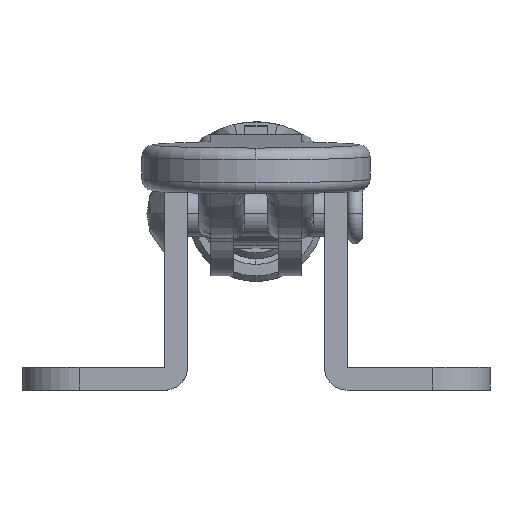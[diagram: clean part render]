
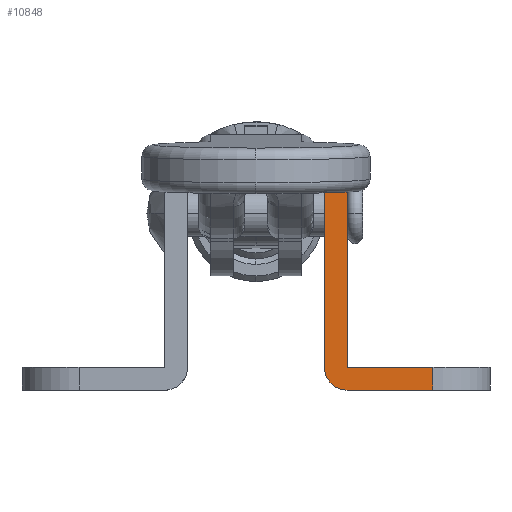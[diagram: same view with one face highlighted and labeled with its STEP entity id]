
A CAD part, front view. The second image highlights one B-rep face of the part: STEP entity #10848.
In plain terms, the highlighted planar face has unit normal (0, -1, 0).
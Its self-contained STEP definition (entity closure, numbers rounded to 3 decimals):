
#185 = VERTEX_POINT ( 'NONE', #26112 ) ;
#1402 = VERTEX_POINT ( 'NONE', #18045 ) ;
#1630 = DIRECTION ( 'NONE',  ( -1., 0., 0. ) ) ;
#3098 = AXIS2_PLACEMENT_3D ( 'NONE', #30195, #15554, #36085 ) ;
#3586 = VECTOR ( 'NONE', #9135, 1000. ) ;
#3719 = CARTESIAN_POINT ( 'NONE',  ( 37.7, 0., -7.996 ) ) ;
#3826 = EDGE_CURVE ( 'NONE', #5676, #185, #5141, .T. ) ;
#3846 = CARTESIAN_POINT ( 'NONE',  ( 45.696, 0., -7.996 ) ) ;
#4626 = DIRECTION ( 'NONE',  ( 0., -1., 0. ) ) ;
#5141 = LINE ( 'NONE', #30451, #27649 ) ;
#5538 = ORIENTED_EDGE ( 'NONE', *, *, #37732, .F. ) ;
#5676 = VERTEX_POINT ( 'NONE', #24941 ) ;
#5862 = VECTOR ( 'NONE', #32466, 1000. ) ;
#5863 = LINE ( 'NONE', #28355, #28397 ) ;
#5894 = VECTOR ( 'NONE', #15074, 1000. ) ;
#6074 = VECTOR ( 'NONE', #32319, 1000. ) ;
#6141 = VERTEX_POINT ( 'NONE', #3846 ) ;
#6178 = ORIENTED_EDGE ( 'NONE', *, *, #37172, .T. ) ;
#6654 = DIRECTION ( 'NONE',  ( -1., 0., 0. ) ) ;
#6962 = DIRECTION ( 'NONE',  ( 0., 0., 1. ) ) ;
#7198 = EDGE_CURVE ( 'NONE', #30935, #1402, #14606, .T. ) ;
#7624 = CARTESIAN_POINT ( 'NONE',  ( 43.696, 0., -7.996 ) ) ;
#8021 = EDGE_CURVE ( 'NONE', #37502, #16597, #5863, .T. ) ;
#8771 = CARTESIAN_POINT ( 'NONE',  ( 45.704, 0., -7.996 ) ) ;
#9135 = DIRECTION ( 'NONE',  ( 1., 0., 0. ) ) ;
#10184 = CARTESIAN_POINT ( 'NONE',  ( 58.196, 0., -21.505 ) ) ;
#10695 = DIRECTION ( 'NONE',  ( 0., 0., -1. ) ) ;
#10848 = ADVANCED_FACE ( 'NONE', ( #29197 ), #12601, .F. ) ;
#10961 = ORIENTED_EDGE ( 'NONE', *, *, #7198, .T. ) ;
#12601 = PLANE ( 'NONE',  #3098 ) ;
#12951 = ORIENTED_EDGE ( 'NONE', *, *, #21421, .T. ) ;
#13580 = CARTESIAN_POINT ( 'NONE',  ( 45.704, 0., -7.996 ) ) ;
#13712 = VECTOR ( 'NONE', #23444, 1000. ) ;
#14225 = VERTEX_POINT ( 'NONE', #24593 ) ;
#14606 = LINE ( 'NONE', #8771, #13712 ) ;
#14712 = EDGE_CURVE ( 'NONE', #16597, #31020, #37458, .T. ) ;
#15074 = DIRECTION ( 'NONE',  ( 1., 0., 0. ) ) ;
#15401 = ORIENTED_EDGE ( 'NONE', *, *, #34367, .F. ) ;
#15554 = DIRECTION ( 'NONE',  ( 0., 1., 0. ) ) ;
#16597 = VERTEX_POINT ( 'NONE', #26134 ) ;
#16640 = DIRECTION ( 'NONE',  ( 0., 0., -1. ) ) ;
#17918 = CARTESIAN_POINT ( 'NONE',  ( 43.704, 0., -7.996 ) ) ;
#18045 = CARTESIAN_POINT ( 'NONE',  ( 45.704, 0., -4.493 ) ) ;
#18408 = EDGE_CURVE ( 'NONE', #31020, #14225, #28622, .T. ) ;
#19856 = VERTEX_POINT ( 'NONE', #37994 ) ;
#20108 = EDGE_CURVE ( 'NONE', #19856, #31970, #23477, .T. ) ;
#20380 = CARTESIAN_POINT ( 'NONE',  ( 37.7, 0., -23.505 ) ) ;
#20785 = CARTESIAN_POINT ( 'NONE',  ( 53.196, 0., -21.505 ) ) ;
#21065 = ORIENTED_EDGE ( 'NONE', *, *, #3826, .F. ) ;
#21421 = EDGE_CURVE ( 'NONE', #5676, #37502, #31699, .T. ) ;
#22199 = CARTESIAN_POINT ( 'NONE',  ( 45.696, 0., -21.505 ) ) ;
#22973 = VECTOR ( 'NONE', #6654, 1000. ) ;
#23444 = DIRECTION ( 'NONE',  ( 0., 0., 1. ) ) ;
#23477 = LINE ( 'NONE', #10184, #31287 ) ;
#23723 = ORIENTED_EDGE ( 'NONE', *, *, #20108, .T. ) ;
#24311 = ORIENTED_EDGE ( 'NONE', *, *, #14712, .T. ) ;
#24593 = CARTESIAN_POINT ( 'NONE',  ( 53.196, 0., -23.505 ) ) ;
#24941 = CARTESIAN_POINT ( 'NONE',  ( 43.704, 0., -7.996 ) ) ;
#25120 = EDGE_CURVE ( 'NONE', #14225, #19856, #29301, .T. ) ;
#25170 = DIRECTION ( 'NONE',  ( -1., 0., 0. ) ) ;
#25756 = VECTOR ( 'NONE', #16640, 1000. ) ;
#26112 = CARTESIAN_POINT ( 'NONE',  ( 43.704, 0., -4.493 ) ) ;
#26134 = CARTESIAN_POINT ( 'NONE',  ( 43.696, 0., -21.505 ) ) ;
#26447 = AXIS2_PLACEMENT_3D ( 'NONE', #22199, #4626, #25170 ) ;
#27016 = LINE ( 'NONE', #29683, #3586 ) ;
#27381 = ORIENTED_EDGE ( 'NONE', *, *, #18408, .T. ) ;
#27391 = CARTESIAN_POINT ( 'NONE',  ( 45.696, 0., -21.505 ) ) ;
#27649 = VECTOR ( 'NONE', #6962, 1000. ) ;
#28172 = ORIENTED_EDGE ( 'NONE', *, *, #8021, .T. ) ;
#28355 = CARTESIAN_POINT ( 'NONE',  ( 43.696, 0., -18.851 ) ) ;
#28397 = VECTOR ( 'NONE', #10695, 1000. ) ;
#28622 = LINE ( 'NONE', #20380, #6074 ) ;
#29197 = FACE_OUTER_BOUND ( 'NONE', #36029, .T. ) ;
#29301 = LINE ( 'NONE', #20785, #5862 ) ;
#29683 = CARTESIAN_POINT ( 'NONE',  ( 43.704, 0., -4.493 ) ) ;
#30195 = CARTESIAN_POINT ( 'NONE',  ( 37.7, 0., -9.5 ) ) ;
#30451 = CARTESIAN_POINT ( 'NONE',  ( 43.704, 0., -7.996 ) ) ;
#30935 = VERTEX_POINT ( 'NONE', #13580 ) ;
#31020 = VERTEX_POINT ( 'NONE', #38101 ) ;
#31284 = CARTESIAN_POINT ( 'NONE',  ( 45.696, 0., -18.851 ) ) ;
#31287 = VECTOR ( 'NONE', #1630, 1000. ) ;
#31699 = LINE ( 'NONE', #3719, #22973 ) ;
#31717 = ORIENTED_EDGE ( 'NONE', *, *, #25120, .T. ) ;
#31970 = VERTEX_POINT ( 'NONE', #27391 ) ;
#32319 = DIRECTION ( 'NONE',  ( 1., 0., 0. ) ) ;
#32466 = DIRECTION ( 'NONE',  ( 0., 0., 1. ) ) ;
#34367 = EDGE_CURVE ( 'NONE', #6141, #31970, #35345, .T. ) ;
#35345 = LINE ( 'NONE', #31284, #25756 ) ;
#36029 = EDGE_LOOP ( 'NONE', ( #27381, #31717, #23723, #15401, #6178, #10961, #5538, #21065, #12951, #28172, #24311 ) ) ;
#36085 = DIRECTION ( 'NONE',  ( -1., 0., 0. ) ) ;
#37172 = EDGE_CURVE ( 'NONE', #6141, #30935, #38057, .T. ) ;
#37458 = CIRCLE ( 'NONE', #26447, 2. ) ;
#37502 = VERTEX_POINT ( 'NONE', #7624 ) ;
#37732 = EDGE_CURVE ( 'NONE', #185, #1402, #27016, .T. ) ;
#37994 = CARTESIAN_POINT ( 'NONE',  ( 53.196, 0., -21.505 ) ) ;
#38057 = LINE ( 'NONE', #17918, #5894 ) ;
#38101 = CARTESIAN_POINT ( 'NONE',  ( 45.696, 0., -23.505 ) ) ;
